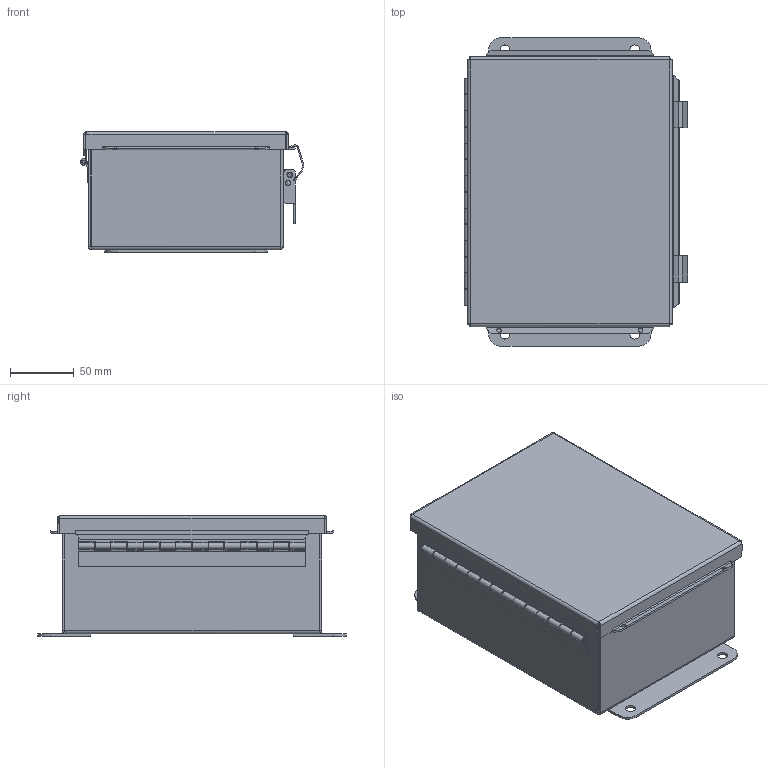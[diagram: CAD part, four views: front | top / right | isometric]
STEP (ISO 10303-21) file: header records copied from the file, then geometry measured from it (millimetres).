
FILE_DESCRIPTION((''),'2;1');
FILE_NAME('B080603CHQR.iam.stp','2012-02-13T09:42:18',(''),(''),'Autodesk Inventor 2012','Autodesk Inventor 2012','');
FILE_SCHEMA(('AUTOMOTIVE_DESIGN { 1 0 10303 214 1 1 1 1 }'));
Length unit declared in the file: inch
Products named in the file (17): B080603CHQR; 3499; 3482; B080603CHQRBKP; 328121; 328121LH; 328121P; 328121TH; 316162; 38811; B0806CHQRLID; 35011; PART1; PART2; PART3; PART4; PART5
Assembly tree (22 placements, depth 3):
  B080603CHQR
    3499  x4
    3482  x2
    B080603CHQRBKP
    328121
      328121LH
      328121P
      328121TH
    316162  x2
    38811
    B0806CHQRLID
    35011  x2
      PART1
      PART2
      PART3
      PART4
      PART5
Bounding box: 174.74 x 241.3 x 94.48 mm (x, y, z)
Volume: 342464.1 mm3; surface area: 371994.1 mm2
Topology: 24 solids, 24 shells, 549 faces, 1373 edges, 877 vertices
Faces by surface type: plane 339, cylinder 163, bspline 44, torus 2, cone 1
Full cylindrical faces by diameter (mm): 2.54 x1, 2.957 x14, 3.454 x4, 3.556 x2, 3.946 x12, 3.962 x4, 4.286 x8, 4.826 x1, 6.35 x1, 7.62 x4, 7.874 x4, 15.875 x4
Entity records: 12878 total; most frequent: CARTESIAN_POINT 2880, DIRECTION 1892, ORIENTED_EDGE 1852, EDGE_CURVE 926, VECTOR 700, LINE 700, VERTEX_POINT 600, AXIS2_PLACEMENT_3D 596
